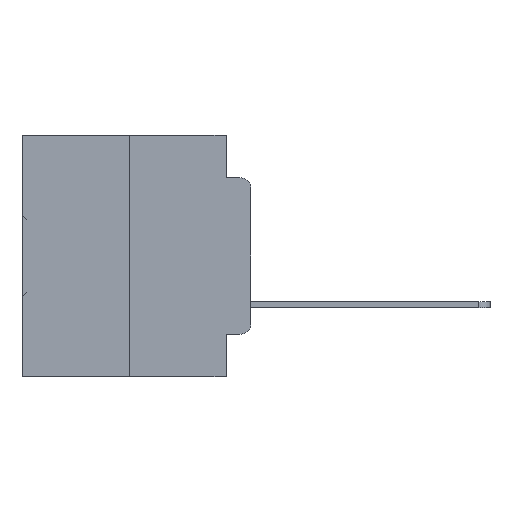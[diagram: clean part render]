
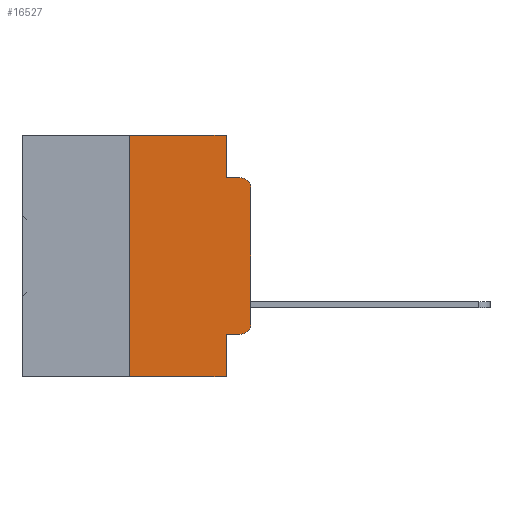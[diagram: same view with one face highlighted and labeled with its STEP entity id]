
A CAD part, left-side view. The second image highlights one B-rep face of the part: STEP entity #16527.
In plain terms, the highlighted planar face has unit normal (-1, 0, 0).
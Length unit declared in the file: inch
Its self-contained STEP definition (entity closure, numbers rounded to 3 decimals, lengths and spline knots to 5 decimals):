
#76 = EDGE_CURVE ( 'NONE', #499, #17184, #27782, .T. ) ;
#499 = VERTEX_POINT ( 'NONE', #18233 ) ;
#593 = CARTESIAN_POINT ( 'NONE',  ( 0., 0.051, 0. ) ) ;
#965 = LINE ( 'NONE', #2072, #29087 ) ;
#1545 = DIRECTION ( 'NONE',  ( 0., 0., -1. ) ) ;
#2072 = CARTESIAN_POINT ( 'NONE',  ( 0., 0.051, 0. ) ) ;
#2434 = CARTESIAN_POINT ( 'NONE',  ( 0., 0., -0.1085 ) ) ;
#2701 = AXIS2_PLACEMENT_3D ( 'NONE', #7789, #26732, #10592 ) ;
#2772 = CARTESIAN_POINT ( 'NONE',  ( 0., 0.25, -0.5 ) ) ;
#3086 = VECTOR ( 'NONE', #30611, 39.37008 ) ;
#3679 = VERTEX_POINT ( 'NONE', #8314 ) ;
#4157 = VERTEX_POINT ( 'NONE', #2772 ) ;
#4840 = ORIENTED_EDGE ( 'NONE', *, *, #16425, .T. ) ;
#5471 = ORIENTED_EDGE ( 'NONE', *, *, #76, .F. ) ;
#5631 = CARTESIAN_POINT ( 'NONE',  ( 0., 0.02, -0.0885 ) ) ;
#5775 = ORIENTED_EDGE ( 'NONE', *, *, #20784, .F. ) ;
#5853 = CARTESIAN_POINT ( 'NONE',  ( 0., 0.051, -0.4115 ) ) ;
#5867 = DIRECTION ( 'NONE',  ( 0., -1., 0. ) ) ;
#6552 = DIRECTION ( 'NONE',  ( 0., 0., 1. ) ) ;
#7789 = CARTESIAN_POINT ( 'NONE',  ( 0., 0.473, 0. ) ) ;
#7816 = CARTESIAN_POINT ( 'NONE',  ( 0., 0.02, -0.3915 ) ) ;
#8314 = CARTESIAN_POINT ( 'NONE',  ( 0., 0.02, -0.4115 ) ) ;
#8327 = VERTEX_POINT ( 'NONE', #2434 ) ;
#8367 = ORIENTED_EDGE ( 'NONE', *, *, #25775, .F. ) ;
#10010 = LINE ( 'NONE', #18254, #29778 ) ;
#10017 = DIRECTION ( 'NONE',  ( 0., -1., 0. ) ) ;
#10121 = DIRECTION ( 'NONE',  ( 0., 0., 1. ) ) ;
#10160 = EDGE_CURVE ( 'NONE', #3679, #21680, #27146, .T. ) ;
#10485 = LINE ( 'NONE', #30382, #3086 ) ;
#10592 = DIRECTION ( 'NONE',  ( 0., 0., -1. ) ) ;
#10607 = DIRECTION ( 'NONE',  ( 0., 0., -1. ) ) ;
#10741 = ORIENTED_EDGE ( 'NONE', *, *, #34222, .T. ) ;
#10806 = CARTESIAN_POINT ( 'NONE',  ( 0., 0.051, 0. ) ) ;
#11359 = LINE ( 'NONE', #16633, #31866 ) ;
#11389 = AXIS2_PLACEMENT_3D ( 'NONE', #7816, #26755, #10607 ) ;
#12630 = DIRECTION ( 'NONE',  ( -1., 0., 0. ) ) ;
#13000 = VECTOR ( 'NONE', #5867, 39.37008 ) ;
#13444 = VERTEX_POINT ( 'NONE', #5631 ) ;
#13839 = CARTESIAN_POINT ( 'NONE',  ( 0., 0.051, -0.5 ) ) ;
#15500 = EDGE_CURVE ( 'NONE', #15639, #13444, #33367, .T. ) ;
#15639 = VERTEX_POINT ( 'NONE', #20205 ) ;
#15973 = AXIS2_PLACEMENT_3D ( 'NONE', #28637, #12630, #31306 ) ;
#16425 = EDGE_CURVE ( 'NONE', #21680, #8327, #20923, .T. ) ;
#16527 = ADVANCED_FACE ( 'NONE', ( #30911 ), #21337, .F. ) ;
#16633 = CARTESIAN_POINT ( 'NONE',  ( 0., 0.25, 0. ) ) ;
#16922 = VECTOR ( 'NONE', #22188, 39.37008 ) ;
#17184 = VERTEX_POINT ( 'NONE', #13839 ) ;
#18233 = CARTESIAN_POINT ( 'NONE',  ( 0., 0.051, -0.4115 ) ) ;
#18254 = CARTESIAN_POINT ( 'NONE',  ( 0., 0.473, -0.5 ) ) ;
#19455 = ORIENTED_EDGE ( 'NONE', *, *, #10160, .T. ) ;
#20027 = VERTEX_POINT ( 'NONE', #35094 ) ;
#20205 = CARTESIAN_POINT ( 'NONE',  ( 0., 0.051, -0.0885 ) ) ;
#20784 = EDGE_CURVE ( 'NONE', #20027, #21690, #10485, .T. ) ;
#20923 = LINE ( 'NONE', #23625, #27195 ) ;
#21337 = PLANE ( 'NONE',  #2701 ) ;
#21680 = VERTEX_POINT ( 'NONE', #29484 ) ;
#21690 = VERTEX_POINT ( 'NONE', #10806 ) ;
#22188 = DIRECTION ( 'NONE',  ( 0., -1., 0. ) ) ;
#22933 = CIRCLE ( 'NONE', #15973, 0.02 ) ;
#23625 = CARTESIAN_POINT ( 'NONE',  ( 0., 0., 0. ) ) ;
#24506 = ORIENTED_EDGE ( 'NONE', *, *, #15500, .F. ) ;
#24906 = CARTESIAN_POINT ( 'NONE',  ( 0., 0.051, -0.0885 ) ) ;
#25775 = EDGE_CURVE ( 'NONE', #4157, #20027, #11359, .T. ) ;
#26426 = EDGE_CURVE ( 'NONE', #499, #3679, #31055, .T. ) ;
#26732 = DIRECTION ( 'NONE',  ( 1., 0., 0. ) ) ;
#26755 = DIRECTION ( 'NONE',  ( -1., 0., 0. ) ) ;
#26967 = VECTOR ( 'NONE', #1545, 39.37008 ) ;
#27146 = CIRCLE ( 'NONE', #11389, 0.02 ) ;
#27195 = VECTOR ( 'NONE', #10121, 39.37008 ) ;
#27289 = ORIENTED_EDGE ( 'NONE', *, *, #27787, .T. ) ;
#27590 = ORIENTED_EDGE ( 'NONE', *, *, #26426, .T. ) ;
#27782 = LINE ( 'NONE', #593, #26967 ) ;
#27787 = EDGE_CURVE ( 'NONE', #8327, #13444, #22933, .T. ) ;
#28637 = CARTESIAN_POINT ( 'NONE',  ( 0., 0.02, -0.1085 ) ) ;
#28642 = EDGE_CURVE ( 'NONE', #21690, #15639, #965, .T. ) ;
#29087 = VECTOR ( 'NONE', #29407, 39.37008 ) ;
#29407 = DIRECTION ( 'NONE',  ( 0., 0., -1. ) ) ;
#29484 = CARTESIAN_POINT ( 'NONE',  ( 0., 0., -0.3915 ) ) ;
#29778 = VECTOR ( 'NONE', #10017, 39.37008 ) ;
#30382 = CARTESIAN_POINT ( 'NONE',  ( 0., 0.473, 0. ) ) ;
#30574 = EDGE_LOOP ( 'NONE', ( #4840, #27289, #24506, #34139, #5775, #8367, #10741, #5471, #27590, #19455 ) ) ;
#30611 = DIRECTION ( 'NONE',  ( 0., -1., 0. ) ) ;
#30911 = FACE_OUTER_BOUND ( 'NONE', #30574, .T. ) ;
#31055 = LINE ( 'NONE', #5853, #16922 ) ;
#31306 = DIRECTION ( 'NONE',  ( 0., 0., -1. ) ) ;
#31866 = VECTOR ( 'NONE', #6552, 39.37008 ) ;
#33367 = LINE ( 'NONE', #24906, #13000 ) ;
#34139 = ORIENTED_EDGE ( 'NONE', *, *, #28642, .F. ) ;
#34222 = EDGE_CURVE ( 'NONE', #4157, #17184, #10010, .T. ) ;
#35094 = CARTESIAN_POINT ( 'NONE',  ( 0., 0.25, 0. ) ) ;
